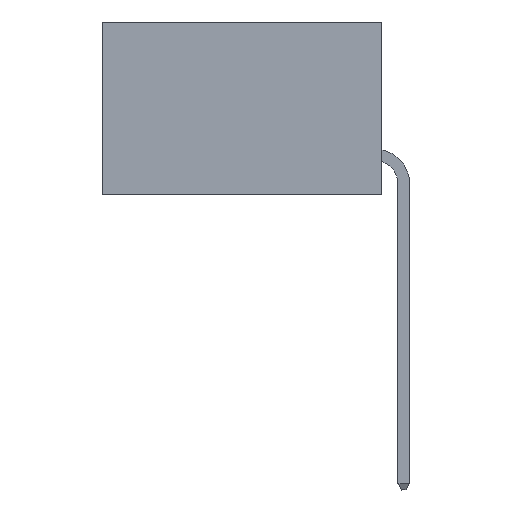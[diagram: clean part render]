
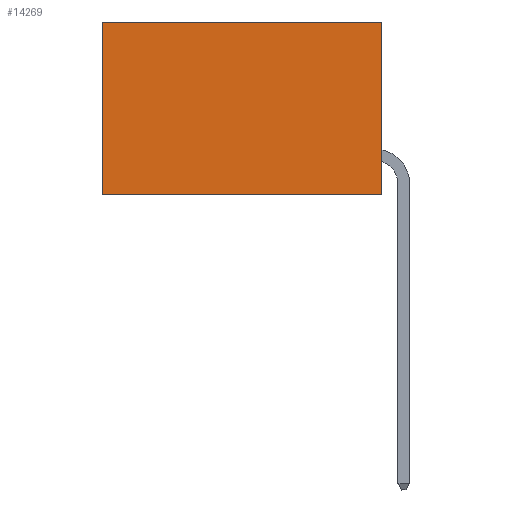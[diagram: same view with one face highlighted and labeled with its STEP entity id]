
A CAD part, left-side view. The second image highlights one B-rep face of the part: STEP entity #14269.
In plain terms, the highlighted planar face has unit normal (-1, 0, 0).
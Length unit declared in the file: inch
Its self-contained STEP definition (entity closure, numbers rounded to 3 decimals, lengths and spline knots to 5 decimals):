
#33 = VERTEX_POINT ( 'NONE', #2158 ) ;
#1035 = ORIENTED_EDGE ( 'NONE', *, *, #11158, .F. ) ;
#1286 = DIRECTION ( 'NONE',  ( 1., 0., 0. ) ) ;
#1303 = CARTESIAN_POINT ( 'NONE',  ( 0.2875, 0., 0. ) ) ;
#1389 = ORIENTED_EDGE ( 'NONE', *, *, #5603, .T. ) ;
#1415 = DIRECTION ( 'NONE',  ( 0., 0., -1. ) ) ;
#2158 = CARTESIAN_POINT ( 'NONE',  ( 0.2875, 0.6, 0. ) ) ;
#2230 = EDGE_CURVE ( 'NONE', #5666, #33, #7353, .T. ) ;
#2269 = CARTESIAN_POINT ( 'NONE',  ( 0.2875, 0., 0. ) ) ;
#2849 = CARTESIAN_POINT ( 'NONE',  ( 0.2875, 0., 0. ) ) ;
#3297 = DIRECTION ( 'NONE',  ( 0., 1., 0. ) ) ;
#5566 = VERTEX_POINT ( 'NONE', #10260 ) ;
#5603 = EDGE_CURVE ( 'NONE', #33, #5566, #17724, .T. ) ;
#5666 = VERTEX_POINT ( 'NONE', #2269 ) ;
#6470 = FACE_OUTER_BOUND ( 'NONE', #11542, .T. ) ;
#7013 = PLANE ( 'NONE',  #11437 ) ;
#7353 = LINE ( 'NONE', #9945, #11804 ) ;
#7718 = DIRECTION ( 'NONE',  ( 0., 1., 0. ) ) ;
#8420 = VERTEX_POINT ( 'NONE', #17291 ) ;
#8698 = LINE ( 'NONE', #1303, #17044 ) ;
#8732 = LINE ( 'NONE', #13166, #15566 ) ;
#9020 = ORIENTED_EDGE ( 'NONE', *, *, #17825, .F. ) ;
#9945 = CARTESIAN_POINT ( 'NONE',  ( 0.2875, 0., 0. ) ) ;
#10260 = CARTESIAN_POINT ( 'NONE',  ( 0.2875, 0.6, -0.37 ) ) ;
#10864 = VECTOR ( 'NONE', #17146, 39.37008 ) ;
#11158 = EDGE_CURVE ( 'NONE', #5666, #8420, #8698, .T. ) ;
#11437 = AXIS2_PLACEMENT_3D ( 'NONE', #2849, #1286, #1415 ) ;
#11542 = EDGE_LOOP ( 'NONE', ( #1389, #9020, #1035, #12977 ) ) ;
#11728 = CARTESIAN_POINT ( 'NONE',  ( 0.2875, 0.6, 0. ) ) ;
#11804 = VECTOR ( 'NONE', #3297, 39.37008 ) ;
#12977 = ORIENTED_EDGE ( 'NONE', *, *, #2230, .T. ) ;
#13166 = CARTESIAN_POINT ( 'NONE',  ( 0.2875, 0., -0.37 ) ) ;
#13698 = DIRECTION ( 'NONE',  ( 0., 0., -1. ) ) ;
#14269 = ADVANCED_FACE ( 'NONE', ( #6470 ), #7013, .F. ) ;
#15566 = VECTOR ( 'NONE', #7718, 39.37008 ) ;
#17044 = VECTOR ( 'NONE', #13698, 39.37008 ) ;
#17146 = DIRECTION ( 'NONE',  ( 0., 0., -1. ) ) ;
#17291 = CARTESIAN_POINT ( 'NONE',  ( 0.2875, 0., -0.37 ) ) ;
#17724 = LINE ( 'NONE', #11728, #10864 ) ;
#17825 = EDGE_CURVE ( 'NONE', #8420, #5566, #8732, .T. ) ;
